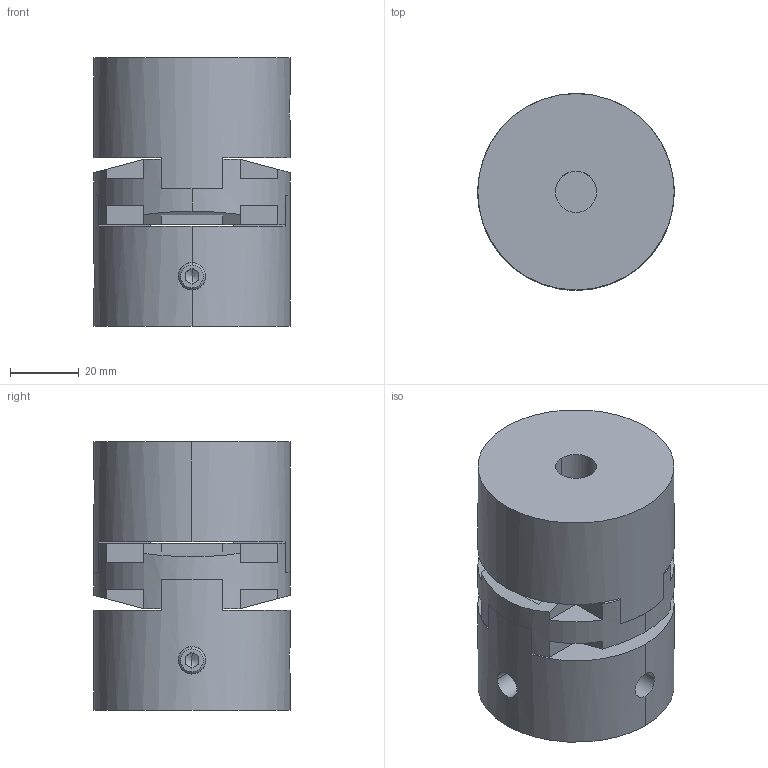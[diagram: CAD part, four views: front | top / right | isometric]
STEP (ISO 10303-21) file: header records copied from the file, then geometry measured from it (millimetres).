
FILE_DESCRIPTION(('STEP AP214'),'1');
FILE_NAME('me44-ox57f-12--ox57f-12--57d.stp','2019-08-20T10:26:55',('TraceParts'),('TraceParts S.A.'),'Spatial InterOp 3D',' ',' ');
FILE_SCHEMA(('AUTOMOTIVE_DESIGN { 1 0 10303 214 1 1 1 1 }'));
Length unit declared in the file: millimetre
Products named in the file (1): me44-ox57f-12--ox57f-12--57d_1
Bounding box: 57.1 x 57.1 x 78 mm (x, y, z)
Volume: 172595.5 mm3; surface area: 36520.4 mm2
Topology: 3 solids, 3 shells, 160 faces, 426 edges, 272 vertices
Faces by surface type: plane 102, cylinder 34, cone 24
Entity records: 6082 total; most frequent: CARTESIAN_POINT 1653, ORIENTED_EDGE 836, DIRECTION 812, EDGE_CURVE 418, AXIS2_PLACEMENT_3D 279, VERTEX_POINT 272, LINE 254, VECTOR 254
